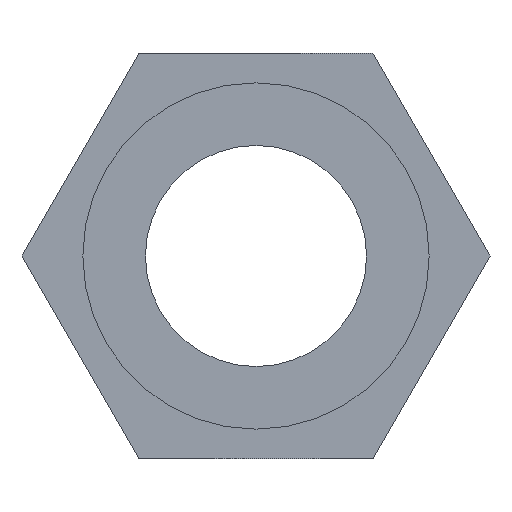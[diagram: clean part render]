
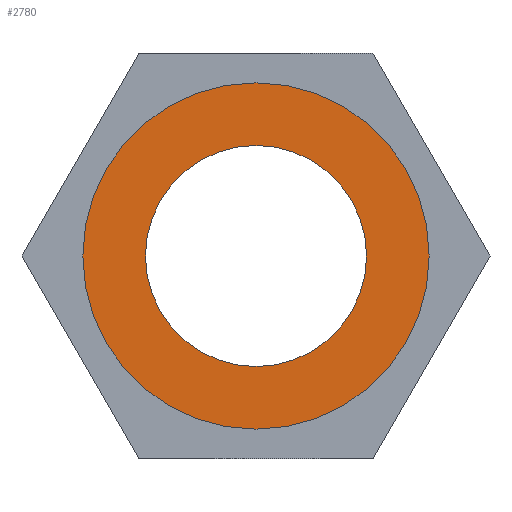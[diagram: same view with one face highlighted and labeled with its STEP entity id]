
A CAD part, left-side view. The second image highlights one B-rep face of the part: STEP entity #2780.
In plain terms, the highlighted planar face has unit normal (-1, 0, 0).
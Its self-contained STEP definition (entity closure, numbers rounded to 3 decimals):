
#141 = ORIENTED_EDGE ( 'NONE', *, *, #363, .T. ) ;
#148 = CARTESIAN_POINT ( 'NONE',  ( 0., 0., 3. ) ) ;
#363 = EDGE_CURVE ( 'NONE', #874, #4743, #3599, .T. ) ;
#443 = CARTESIAN_POINT ( 'NONE',  ( 0., 0., -3. ) ) ;
#504 = DIRECTION ( 'NONE',  ( 0., 0., 1. ) ) ;
#731 = ORIENTED_EDGE ( 'NONE', *, *, #4128, .T. ) ;
#802 = DIRECTION ( 'NONE',  ( 1., 0., 0. ) ) ;
#874 = VERTEX_POINT ( 'NONE', #2859 ) ;
#921 = DIRECTION ( 'NONE',  ( 0., 0., 1. ) ) ;
#1169 = CIRCLE ( 'NONE', #3956, 4.7 ) ;
#1418 = PLANE ( 'NONE',  #2152 ) ;
#1738 = CARTESIAN_POINT ( 'NONE',  ( 0., 0., 0. ) ) ;
#1774 = CARTESIAN_POINT ( 'NONE',  ( 0., 0., 0. ) ) ;
#1885 = ORIENTED_EDGE ( 'NONE', *, *, #2648, .T. ) ;
#1905 = CARTESIAN_POINT ( 'NONE',  ( 0., 0., -4.7 ) ) ;
#1990 = AXIS2_PLACEMENT_3D ( 'NONE', #1774, #5212, #921 ) ;
#2134 = VERTEX_POINT ( 'NONE', #443 ) ;
#2152 = AXIS2_PLACEMENT_3D ( 'NONE', #2296, #4854, #5231 ) ;
#2204 = DIRECTION ( 'NONE',  ( -1., 0., 0. ) ) ;
#2296 = CARTESIAN_POINT ( 'NONE',  ( 0., 0., 0. ) ) ;
#2353 = EDGE_LOOP ( 'NONE', ( #141, #731 ) ) ;
#2547 = CARTESIAN_POINT ( 'NONE',  ( 0., 0., 0. ) ) ;
#2648 = EDGE_CURVE ( 'NONE', #2134, #4734, #3238, .T. ) ;
#2780 = ADVANCED_FACE ( 'NONE', ( #4913, #3982 ), #1418, .F. ) ;
#2859 = CARTESIAN_POINT ( 'NONE',  ( 0., 0., 4.7 ) ) ;
#3059 = AXIS2_PLACEMENT_3D ( 'NONE', #5555, #4258, #4344 ) ;
#3238 = CIRCLE ( 'NONE', #3059, 3. ) ;
#3599 = CIRCLE ( 'NONE', #1990, 4.7 ) ;
#3905 = EDGE_CURVE ( 'NONE', #4734, #2134, #5048, .T. ) ;
#3956 = AXIS2_PLACEMENT_3D ( 'NONE', #2547, #2204, #504 ) ;
#3982 = FACE_OUTER_BOUND ( 'NONE', #2353, .T. ) ;
#4077 = ORIENTED_EDGE ( 'NONE', *, *, #3905, .T. ) ;
#4128 = EDGE_CURVE ( 'NONE', #4743, #874, #1169, .T. ) ;
#4239 = DIRECTION ( 'NONE',  ( 0., 0., -1. ) ) ;
#4258 = DIRECTION ( 'NONE',  ( 1., 0., 0. ) ) ;
#4344 = DIRECTION ( 'NONE',  ( 0., 0., -1. ) ) ;
#4734 = VERTEX_POINT ( 'NONE', #148 ) ;
#4743 = VERTEX_POINT ( 'NONE', #1905 ) ;
#4764 = AXIS2_PLACEMENT_3D ( 'NONE', #1738, #802, #4239 ) ;
#4854 = DIRECTION ( 'NONE',  ( 1., 0., 0. ) ) ;
#4913 = FACE_BOUND ( 'NONE', #4923, .T. ) ;
#4923 = EDGE_LOOP ( 'NONE', ( #4077, #1885 ) ) ;
#5048 = CIRCLE ( 'NONE', #4764, 3. ) ;
#5212 = DIRECTION ( 'NONE',  ( -1., 0., 0. ) ) ;
#5231 = DIRECTION ( 'NONE',  ( 0., 0., -1. ) ) ;
#5555 = CARTESIAN_POINT ( 'NONE',  ( 0., 0., 0. ) ) ;
